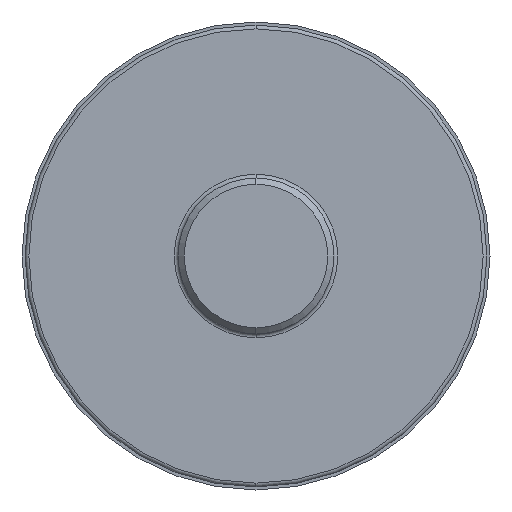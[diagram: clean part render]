
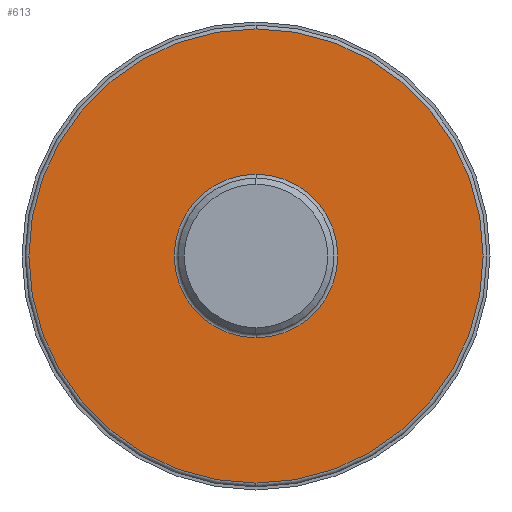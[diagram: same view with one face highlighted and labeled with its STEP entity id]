
A CAD part, left-side view. The second image highlights one B-rep face of the part: STEP entity #613.
In plain terms, the highlighted planar face has unit normal (-1, 0, 0).
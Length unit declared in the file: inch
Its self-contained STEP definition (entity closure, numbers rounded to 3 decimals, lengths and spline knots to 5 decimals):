
#1 = CIRCLE ( 'NONE', #607, 1.82 ) ;
#6 = AXIS2_PLACEMENT_3D ( 'NONE', #342, #203, #318 ) ;
#31 = CARTESIAN_POINT ( 'NONE',  ( 3., 0., 1.82 ) ) ;
#39 = VERTEX_POINT ( 'NONE', #414 ) ;
#57 = ORIENTED_EDGE ( 'NONE', *, *, #577, .T. ) ;
#72 = PLANE ( 'NONE',  #514 ) ;
#109 = EDGE_LOOP ( 'NONE', ( #184, #57 ) ) ;
#164 = FACE_OUTER_BOUND ( 'NONE', #109, .T. ) ;
#179 = CARTESIAN_POINT ( 'NONE',  ( 3., 1.82, 0. ) ) ;
#184 = ORIENTED_EDGE ( 'NONE', *, *, #447, .T. ) ;
#188 = AXIS2_PLACEMENT_3D ( 'NONE', #502, #270, #402 ) ;
#195 = VERTEX_POINT ( 'NONE', #31 ) ;
#196 = CIRCLE ( 'NONE', #347, 0.65485 ) ;
#203 = DIRECTION ( 'NONE',  ( -1., 0., 0. ) ) ;
#254 = DIRECTION ( 'NONE',  ( 1., 0., 0. ) ) ;
#267 = CARTESIAN_POINT ( 'NONE',  ( 3., 0., 0. ) ) ;
#270 = DIRECTION ( 'NONE',  ( -1., 0., 0. ) ) ;
#274 = DIRECTION ( 'NONE',  ( 0., 0., -1. ) ) ;
#318 = DIRECTION ( 'NONE',  ( 0., 0., 1. ) ) ;
#325 = DIRECTION ( 'NONE',  ( 0., 0., 1. ) ) ;
#333 = CIRCLE ( 'NONE', #6, 0.65485 ) ;
#342 = CARTESIAN_POINT ( 'NONE',  ( 3., 0., 0. ) ) ;
#347 = AXIS2_PLACEMENT_3D ( 'NONE', #511, #413, #532 ) ;
#386 = CARTESIAN_POINT ( 'NONE',  ( 3., 0., 0.65485 ) ) ;
#387 = FACE_BOUND ( 'NONE', #392, .T. ) ;
#392 = EDGE_LOOP ( 'NONE', ( #538, #519 ) ) ;
#393 = CARTESIAN_POINT ( 'NONE',  ( 3., 0., -1.82 ) ) ;
#402 = DIRECTION ( 'NONE',  ( 0., 0., 1. ) ) ;
#413 = DIRECTION ( 'NONE',  ( -1., 0., 0. ) ) ;
#414 = CARTESIAN_POINT ( 'NONE',  ( 3., 0., -0.65485 ) ) ;
#447 = EDGE_CURVE ( 'NONE', #195, #535, #1, .T. ) ;
#502 = CARTESIAN_POINT ( 'NONE',  ( 3., 0., 0. ) ) ;
#511 = CARTESIAN_POINT ( 'NONE',  ( 3., 0., 0. ) ) ;
#514 = AXIS2_PLACEMENT_3D ( 'NONE', #179, #254, #274 ) ;
#518 = EDGE_CURVE ( 'NONE', #571, #39, #333, .T. ) ;
#519 = ORIENTED_EDGE ( 'NONE', *, *, #593, .F. ) ;
#530 = DIRECTION ( 'NONE',  ( -1., 0., 0. ) ) ;
#532 = DIRECTION ( 'NONE',  ( 0., 0., 1. ) ) ;
#535 = VERTEX_POINT ( 'NONE', #393 ) ;
#538 = ORIENTED_EDGE ( 'NONE', *, *, #518, .F. ) ;
#559 = CIRCLE ( 'NONE', #188, 1.82 ) ;
#571 = VERTEX_POINT ( 'NONE', #386 ) ;
#577 = EDGE_CURVE ( 'NONE', #535, #195, #559, .T. ) ;
#593 = EDGE_CURVE ( 'NONE', #39, #571, #196, .T. ) ;
#607 = AXIS2_PLACEMENT_3D ( 'NONE', #267, #530, #325 ) ;
#613 = ADVANCED_FACE ( 'NONE', ( #387, #164 ), #72, .F. ) ;
